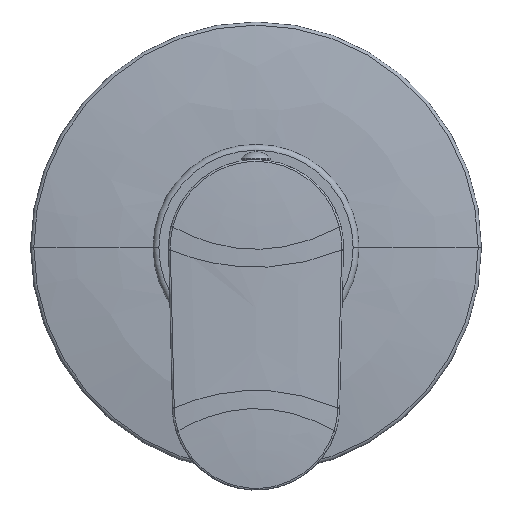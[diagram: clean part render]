
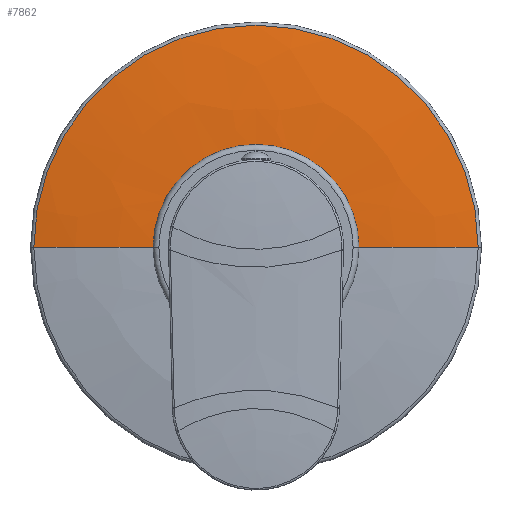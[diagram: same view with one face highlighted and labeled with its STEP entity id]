
A CAD part, top view. The second image highlights one B-rep face of the part: STEP entity #7862.
In plain terms, the highlighted free-form (B-spline) face has degree [3, 3] with [7, 4] control points.
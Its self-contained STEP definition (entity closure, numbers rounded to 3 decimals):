
#7501=CARTESIAN_POINT('',(0.,0.,-4.5));
#7502=DIRECTION('',(0.,0.,-1.));
#7503=DIRECTION('',(-1.,0.,0.));
#7504=AXIS2_PLACEMENT_3D('',#7501,#7502,#7503);
#7506=CARTESIAN_POINT('',(0.,0.,-7.351));
#7507=DIRECTION('',(0.,0.,1.));
#7508=DIRECTION('',(1.,0.,0.));
#7509=AXIS2_PLACEMENT_3D('',#7506,#7507,#7508);
#7526=CARTESIAN_POINT('',(-25.,0.,-187.5));
#7527=DIRECTION('',(0.,1.,0.));
#7528=DIRECTION('',(-0.176,0.,0.984));
#7529=AXIS2_PLACEMENT_3D('',#7526,#7527,#7528);
#7531=CARTESIAN_POINT('',(25.,0.,-187.5));
#7532=DIRECTION('',(0.,-1.,0.));
#7533=DIRECTION('',(0.176,0.,0.984));
#7534=AXIS2_PLACEMENT_3D('',#7531,#7532,#7533);
#7574=CARTESIAN_POINT('',(-25.,0.,-4.5));
#7576=VERTEX_POINT('',#7574);
#7578=CARTESIAN_POINT('',(25.,0.,-4.5));
#7580=VERTEX_POINT('',#7578);
#7590=CARTESIAN_POINT('',(-57.176,0.,-7.351));
#7591=CARTESIAN_POINT('',(57.176,0.,
-7.351));
#7592=VERTEX_POINT('',#7590);
#7593=VERTEX_POINT('',#7591);
#7824=CARTESIAN_POINT('',(-24.305,-1.529,
-4.501));
#7825=CARTESIAN_POINT('',(-35.511,-2.234,
-4.461));
#7826=CARTESIAN_POINT('',(-46.674,-2.936,
-5.452));
#7827=CARTESIAN_POINT('',(-57.698,-3.63,
-7.466));
#7828=CARTESIAN_POINT('',(-25.246,13.428,
-4.501));
#7829=CARTESIAN_POINT('',(-36.886,19.619,
-4.461));
#7830=CARTESIAN_POINT('',(-48.481,25.786,
-5.452));
#7831=CARTESIAN_POINT('',(-59.932,31.877,
-7.466));
#7832=CARTESIAN_POINT('',(-14.987,24.353,
-4.501));
#7833=CARTESIAN_POINT('',(-21.897,35.581,
-4.461));
#7834=CARTESIAN_POINT('',(-28.78,46.766,
-5.452));
#7835=CARTESIAN_POINT('',(-35.578,57.812,
-7.466));
#7836=CARTESIAN_POINT('',(0.,24.353,-4.501));
#7837=CARTESIAN_POINT('',(0.,35.581,-4.461));
#7838=CARTESIAN_POINT('',(0.,46.766,-5.452));
#7839=CARTESIAN_POINT('',(0.,57.812,
-7.466));
#7840=CARTESIAN_POINT('',(14.987,24.353,-4.501));
#7841=CARTESIAN_POINT('',(21.897,35.581,-4.461));
#7842=CARTESIAN_POINT('',(28.78,46.766,-5.452));
#7843=CARTESIAN_POINT('',(35.578,57.812,-7.466));
#7844=CARTESIAN_POINT('',(25.246,13.428,-4.501));
#7845=CARTESIAN_POINT('',(36.886,19.619,-4.461));
#7846=CARTESIAN_POINT('',(48.481,25.786,-5.452));
#7847=CARTESIAN_POINT('',(59.932,31.877,-7.466));
#7848=CARTESIAN_POINT('',(24.305,-1.529,
-4.501));
#7849=CARTESIAN_POINT('',(35.511,-2.234,
-4.461));
#7850=CARTESIAN_POINT('',(46.674,-2.936,
-5.452));
#7851=CARTESIAN_POINT('',(57.698,-3.63,
-7.466));
#7852=(BOUNDED_SURFACE()B_SPLINE_SURFACE(3,3,((#7824,#7825,#7826,#7827),(#7828,
#7829,#7830,#7831),(#7832,#7833,#7834,#7835),(#7836,#7837,#7838,#7839),(#7840,
#7841,#7842,#7843),(#7844,#7845,#7846,#7847),(#7848,#7849,#7850,#7851)),
.UNSPECIFIED.,.F.,.F.,.F.)B_SPLINE_SURFACE_WITH_KNOTS((4,3,4),(4,4),(0.,1.,
2.),(0.,1.),.UNSPECIFIED.)GEOMETRIC_REPRESENTATION_ITEM()RATIONAL_B_SPLINE_SURFACE(((1.19,1.186,1.186,1.19),(
0.94,0.937,0.937,0.94),(
0.94,0.937,0.937,0.94),(
1.19,1.186,1.186,1.19),(
0.94,0.937,0.937,0.94),(
0.94,0.937,0.937,0.94),(
1.19,1.186,1.186,1.19)))REPRESENTATION_ITEM('')SURFACE());
#7854=ORIENTED_EDGE('',*,*,#7853,.F.);
#7856=ORIENTED_EDGE('',*,*,#7855,.T.);
#7857=ORIENTED_EDGE('',*,*,#7810,.F.);
#7859=ORIENTED_EDGE('',*,*,#7858,.F.);
#7860=EDGE_LOOP('',(#7854,#7856,#7857,#7859));
#7861=FACE_OUTER_BOUND('',#7860,.F.);
#7862=ADVANCED_FACE('',(#7861),#7852,.T.);
#7505=CIRCLE('',#7504,25.);
#7510=CIRCLE('',#7509,57.176);
#7530=CIRCLE('',#7529,183.);
#7535=CIRCLE('',#7534,183.);
#7810=EDGE_CURVE('',#7576,#7580,#7505,.T.);
#7853=EDGE_CURVE('',#7593,#7592,#7510,.T.);
#7855=EDGE_CURVE('',#7593,#7580,#7535,.T.);
#7858=EDGE_CURVE('',#7592,#7576,#7530,.T.);
